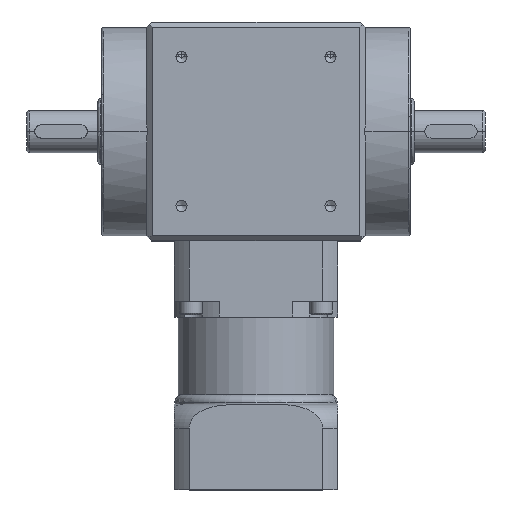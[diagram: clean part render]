
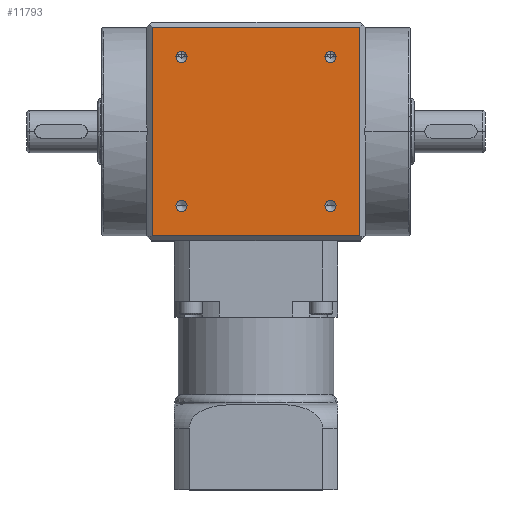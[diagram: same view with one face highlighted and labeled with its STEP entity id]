
A CAD part, top view. The second image highlights one B-rep face of the part: STEP entity #11793.
In plain terms, the highlighted planar face has unit normal (0, 0, 1).
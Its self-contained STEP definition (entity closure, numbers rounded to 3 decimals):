
#15 = EDGE_LOOP ( 'NONE', ( #2944, #5207 ) ) ;
#194 = CARTESIAN_POINT ( 'NONE',  ( 28.284, 107.416, 41.5 ) ) ;
#557 = CARTESIAN_POINT ( 'NONE',  ( -28.284, 107.416, 41.5 ) ) ;
#684 = AXIS2_PLACEMENT_3D ( 'NONE', #12266, #3155, #13764 ) ;
#747 = CARTESIAN_POINT ( 'NONE',  ( 28.284, 166.084, 41.5 ) ) ;
#1117 = LINE ( 'NONE', #17863, #19057 ) ;
#1286 = DIRECTION ( 'NONE',  ( 0., -1., 0. ) ) ;
#1342 = CIRCLE ( 'NONE', #16939, 2.1 ) ;
#1461 = EDGE_CURVE ( 'NONE', #13393, #9582, #2497, .T. ) ;
#1475 = DIRECTION ( 'NONE',  ( 0., 0., -1. ) ) ;
#1623 = VERTEX_POINT ( 'NONE', #3394 ) ;
#1668 = FACE_BOUND ( 'NONE', #3245, .T. ) ;
#1699 = FACE_OUTER_BOUND ( 'NONE', #5861, .T. ) ;
#1732 = VECTOR ( 'NONE', #9463, 1000. ) ;
#1772 = EDGE_LOOP ( 'NONE', ( #15480, #13221 ) ) ;
#1773 = DIRECTION ( 'NONE',  ( 0., -1., 0. ) ) ;
#1784 = FACE_BOUND ( 'NONE', #15, .T. ) ;
#1801 = FACE_BOUND ( 'NONE', #1772, .T. ) ;
#1936 = LINE ( 'NONE', #7966, #1732 ) ;
#2036 = VERTEX_POINT ( 'NONE', #747 ) ;
#2104 = DIRECTION ( 'NONE',  ( 0., -1., 0. ) ) ;
#2276 = FACE_BOUND ( 'NONE', #14988, .T. ) ;
#2497 = CIRCLE ( 'NONE', #18005, 2.1 ) ;
#2816 = CARTESIAN_POINT ( 'NONE',  ( 39.292, 0., 41.5 ) ) ;
#2834 = CARTESIAN_POINT ( 'NONE',  ( -28.284, 109.516, 41.5 ) ) ;
#2944 = ORIENTED_EDGE ( 'NONE', *, *, #14113, .T. ) ;
#3092 = CIRCLE ( 'NONE', #684, 2.1 ) ;
#3155 = DIRECTION ( 'NONE',  ( 0., 0., -1. ) ) ;
#3185 = ORIENTED_EDGE ( 'NONE', *, *, #1461, .T. ) ;
#3245 = EDGE_LOOP ( 'NONE', ( #12084, #16910 ) ) ;
#3394 = CARTESIAN_POINT ( 'NONE',  ( -39.292, 175.2, 41.5 ) ) ;
#3960 = CIRCLE ( 'NONE', #6806, 2.1 ) ;
#4703 = ORIENTED_EDGE ( 'NONE', *, *, #16218, .T. ) ;
#5145 = EDGE_CURVE ( 'NONE', #15910, #14712, #1117, .T. ) ;
#5207 = ORIENTED_EDGE ( 'NONE', *, *, #16744, .T. ) ;
#5308 = DIRECTION ( 'NONE',  ( 0., -1., 0. ) ) ;
#5324 = DIRECTION ( 'NONE',  ( 0., 0., -1. ) ) ;
#5330 = CARTESIAN_POINT ( 'NONE',  ( -28.284, 105.316, 41.5 ) ) ;
#5345 = CARTESIAN_POINT ( 'NONE',  ( -28.284, 163.984, 41.5 ) ) ;
#5823 = DIRECTION ( 'NONE',  ( 0., 0., 1. ) ) ;
#5861 = EDGE_LOOP ( 'NONE', ( #19363, #9876, #10138, #11721 ) ) ;
#6210 = VERTEX_POINT ( 'NONE', #5330 ) ;
#6323 = AXIS2_PLACEMENT_3D ( 'NONE', #16399, #7347, #17886 ) ;
#6393 = CARTESIAN_POINT ( 'NONE',  ( 28.284, 161.884, 41.5 ) ) ;
#6806 = AXIS2_PLACEMENT_3D ( 'NONE', #194, #10849, #1773 ) ;
#7151 = EDGE_CURVE ( 'NONE', #14712, #1623, #13632, .T. ) ;
#7170 = CIRCLE ( 'NONE', #10313, 2.1 ) ;
#7286 = VECTOR ( 'NONE', #14209, 1000. ) ;
#7347 = DIRECTION ( 'NONE',  ( 0., 0., -1. ) ) ;
#7382 = CIRCLE ( 'NONE', #14643, 2.1 ) ;
#7614 = VECTOR ( 'NONE', #1286, 1000. ) ;
#7736 = LINE ( 'NONE', #2816, #7614 ) ;
#7966 = CARTESIAN_POINT ( 'NONE',  ( 0., 175.2, 41.5 ) ) ;
#7988 = DIRECTION ( 'NONE',  ( 0., 0., -1. ) ) ;
#8108 = CIRCLE ( 'NONE', #17062, 2.1 ) ;
#8406 = CARTESIAN_POINT ( 'NONE',  ( 28.284, 107.416, 41.5 ) ) ;
#9153 = VERTEX_POINT ( 'NONE', #10297 ) ;
#9204 = VERTEX_POINT ( 'NONE', #2834 ) ;
#9294 = CARTESIAN_POINT ( 'NONE',  ( 28.284, 105.316, 41.5 ) ) ;
#9463 = DIRECTION ( 'NONE',  ( 1., 0., 0. ) ) ;
#9582 = VERTEX_POINT ( 'NONE', #10771 ) ;
#9876 = ORIENTED_EDGE ( 'NONE', *, *, #19060, .F. ) ;
#9932 = DIRECTION ( 'NONE',  ( 0., -1., 0. ) ) ;
#10138 = ORIENTED_EDGE ( 'NONE', *, *, #16857, .F. ) ;
#10297 = CARTESIAN_POINT ( 'NONE',  ( 39.292, 175.2, 41.5 ) ) ;
#10313 = AXIS2_PLACEMENT_3D ( 'NONE', #10538, #1475, #12083 ) ;
#10538 = CARTESIAN_POINT ( 'NONE',  ( 28.284, 163.984, 41.5 ) ) ;
#10771 = CARTESIAN_POINT ( 'NONE',  ( -28.284, 166.084, 41.5 ) ) ;
#10817 = VERTEX_POINT ( 'NONE', #19479 ) ;
#10849 = DIRECTION ( 'NONE',  ( 0., 0., 1. ) ) ;
#11177 = DIRECTION ( 'NONE',  ( 0., 0., 1. ) ) ;
#11482 = AXIS2_PLACEMENT_3D ( 'NONE', #8406, #18955, #9932 ) ;
#11510 = VERTEX_POINT ( 'NONE', #9294 ) ;
#11569 = VERTEX_POINT ( 'NONE', #6393 ) ;
#11721 = ORIENTED_EDGE ( 'NONE', *, *, #7151, .F. ) ;
#11793 = ADVANCED_FACE ( 'NONE', ( #1699, #1668, #1801, #1784, #2276 ), #17763, .F. ) ;
#12083 = DIRECTION ( 'NONE',  ( 0., -1., 0. ) ) ;
#12084 = ORIENTED_EDGE ( 'NONE', *, *, #17998, .F. ) ;
#12266 = CARTESIAN_POINT ( 'NONE',  ( 28.284, 163.984, 41.5 ) ) ;
#13221 = ORIENTED_EDGE ( 'NONE', *, *, #15207, .F. ) ;
#13393 = VERTEX_POINT ( 'NONE', #19149 ) ;
#13632 = LINE ( 'NONE', #13968, #7286 ) ;
#13764 = DIRECTION ( 'NONE',  ( 0., -1., 0. ) ) ;
#13968 = CARTESIAN_POINT ( 'NONE',  ( -39.292, 177.2, 41.5 ) ) ;
#14113 = EDGE_CURVE ( 'NONE', #11569, #2036, #7170, .T. ) ;
#14209 = DIRECTION ( 'NONE',  ( 0., 1., 0. ) ) ;
#14643 = AXIS2_PLACEMENT_3D ( 'NONE', #14819, #5823, #16356 ) ;
#14686 = CARTESIAN_POINT ( 'NONE',  ( 39.292, 96.2, 41.5 ) ) ;
#14712 = VERTEX_POINT ( 'NONE', #17620 ) ;
#14819 = CARTESIAN_POINT ( 'NONE',  ( -28.284, 107.416, 41.5 ) ) ;
#14988 = EDGE_LOOP ( 'NONE', ( #3185, #4703 ) ) ;
#15207 = EDGE_CURVE ( 'NONE', #10817, #11510, #19536, .T. ) ;
#15480 = ORIENTED_EDGE ( 'NONE', *, *, #16772, .F. ) ;
#15910 = VERTEX_POINT ( 'NONE', #14686 ) ;
#16218 = EDGE_CURVE ( 'NONE', #9582, #13393, #8108, .T. ) ;
#16356 = DIRECTION ( 'NONE',  ( 0., -1., 0. ) ) ;
#16399 = CARTESIAN_POINT ( 'NONE',  ( -41.5, 177.2, 41.5 ) ) ;
#16744 = EDGE_CURVE ( 'NONE', #2036, #11569, #3092, .T. ) ;
#16772 = EDGE_CURVE ( 'NONE', #11510, #10817, #3960, .T. ) ;
#16857 = EDGE_CURVE ( 'NONE', #1623, #9153, #1936, .T. ) ;
#16910 = ORIENTED_EDGE ( 'NONE', *, *, #16963, .F. ) ;
#16939 = AXIS2_PLACEMENT_3D ( 'NONE', #557, #11177, #2104 ) ;
#16963 = EDGE_CURVE ( 'NONE', #9204, #6210, #1342, .T. ) ;
#17018 = CARTESIAN_POINT ( 'NONE',  ( -28.284, 163.984, 41.5 ) ) ;
#17062 = AXIS2_PLACEMENT_3D ( 'NONE', #17018, #7988, #18530 ) ;
#17620 = CARTESIAN_POINT ( 'NONE',  ( -39.292, 96.2, 41.5 ) ) ;
#17763 = PLANE ( 'NONE',  #6323 ) ;
#17863 = CARTESIAN_POINT ( 'NONE',  ( -41.5, 96.2, 41.5 ) ) ;
#17886 = DIRECTION ( 'NONE',  ( 0., 1., 0. ) ) ;
#17998 = EDGE_CURVE ( 'NONE', #6210, #9204, #7382, .T. ) ;
#18005 = AXIS2_PLACEMENT_3D ( 'NONE', #5345, #5324, #5308 ) ;
#18199 = DIRECTION ( 'NONE',  ( -1., 0., 0. ) ) ;
#18530 = DIRECTION ( 'NONE',  ( 0., -1., 0. ) ) ;
#18955 = DIRECTION ( 'NONE',  ( 0., 0., 1. ) ) ;
#19057 = VECTOR ( 'NONE', #18199, 1000. ) ;
#19060 = EDGE_CURVE ( 'NONE', #9153, #15910, #7736, .T. ) ;
#19149 = CARTESIAN_POINT ( 'NONE',  ( -28.284, 161.884, 41.5 ) ) ;
#19363 = ORIENTED_EDGE ( 'NONE', *, *, #5145, .F. ) ;
#19479 = CARTESIAN_POINT ( 'NONE',  ( 28.284, 109.516, 41.5 ) ) ;
#19536 = CIRCLE ( 'NONE', #11482, 2.1 ) ;
